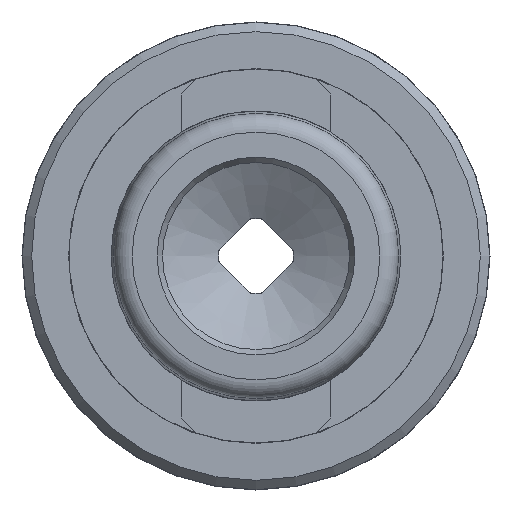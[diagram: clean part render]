
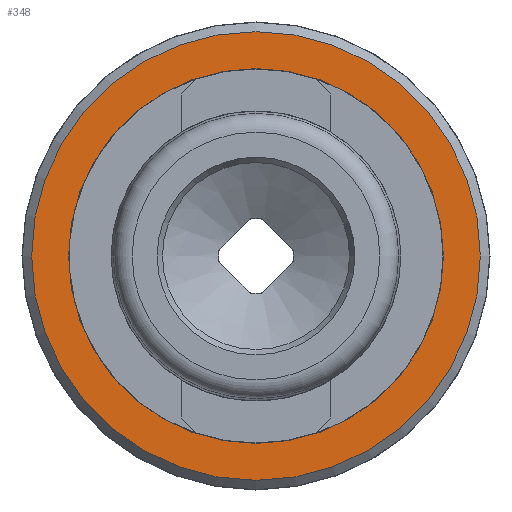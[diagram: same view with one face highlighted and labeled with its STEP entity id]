
A CAD part, left-side view. The second image highlights one B-rep face of the part: STEP entity #348.
In plain terms, the highlighted planar face has unit normal (-1, 0, 0).
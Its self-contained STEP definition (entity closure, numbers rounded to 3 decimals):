
#348 = ADVANCED_FACE( '', ( #736, #737 ), #738, .F. );
#736 = FACE_OUTER_BOUND( '', #1135, .T. );
#737 = FACE_BOUND( '', #1136, .T. );
#738 = PLANE( '', #1137 );
#1135 = EDGE_LOOP( '', ( #2055 ) );
#1136 = EDGE_LOOP( '', ( #2056 ) );
#1137 = AXIS2_PLACEMENT_3D( '', #2057, #2058, #2059 );
#2055 = ORIENTED_EDGE( '', *, *, #2220, .T. );
#2056 = ORIENTED_EDGE( '', *, *, #2282, .T. );
#2057 = CARTESIAN_POINT( '', ( 0.5, 24., 0. ) );
#2058 = DIRECTION( '', ( 1., 0., 0. ) );
#2059 = DIRECTION( '', ( 0., 1., 0. ) );
#2220 = EDGE_CURVE( '', #2641, #2641, #2642, .T. );
#2282 = EDGE_CURVE( '', #2741, #2741, #2742, .T. );
#2641 = VERTEX_POINT( '', #3225 );
#2642 = CIRCLE( '', #3226, 24. );
#2741 = VERTEX_POINT( '', #3358 );
#2742 = CIRCLE( '', #3359, 20.05 );
#3225 = CARTESIAN_POINT( '', ( 0.5, -24., 0. ) );
#3226 = AXIS2_PLACEMENT_3D( '', #3891, #3892, #3893 );
#3358 = CARTESIAN_POINT( '', ( 0.5, -20.05, 0. ) );
#3359 = AXIS2_PLACEMENT_3D( '', #3966, #3967, #3968 );
#3891 = CARTESIAN_POINT( '', ( 0.5, 0., 0. ) );
#3892 = DIRECTION( '', ( -1., 0., 0. ) );
#3893 = DIRECTION( '', ( 0., -1., 0. ) );
#3966 = CARTESIAN_POINT( '', ( 0.5, 0., 0. ) );
#3967 = DIRECTION( '', ( 1., 0., 0. ) );
#3968 = DIRECTION( '', ( 0., -1., 0. ) );
